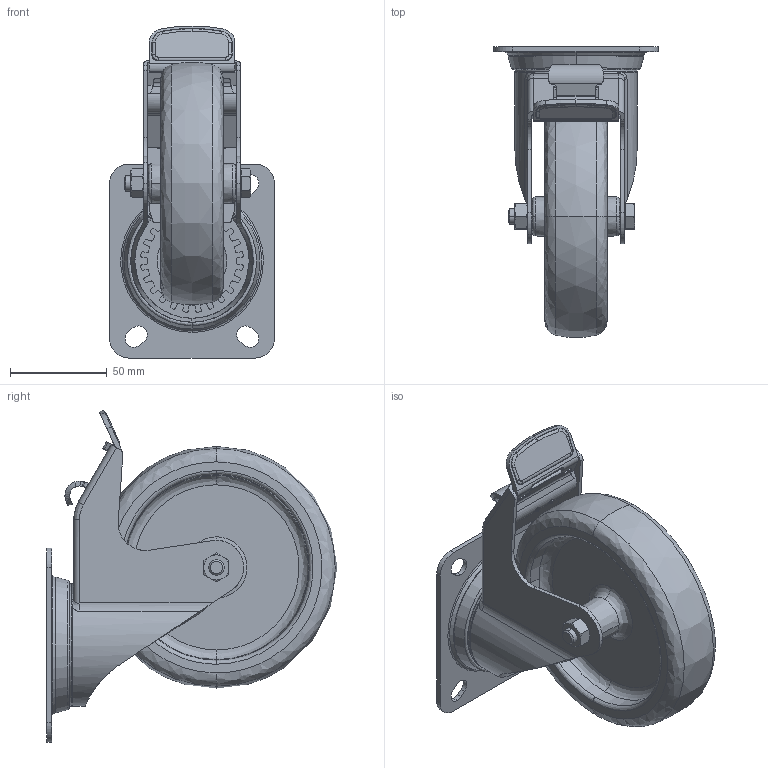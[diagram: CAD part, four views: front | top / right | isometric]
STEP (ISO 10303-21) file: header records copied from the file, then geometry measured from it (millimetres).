
FILE_DESCRIPTION (( 'STEP AP214' ), '1' );
FILE_NAME ('ERGO00H1937-Roulette pivotante D125 à platine 90x66 à blocage120Kg.STEP', '2023-03-17T13:15:46', ( '' ), ( '' ), 'SwSTEP 2.0', 'SolidWorks 2021', '' );
FILE_SCHEMA (( 'AUTOMOTIVE_DESIGN' ));
Length unit declared in the file: millimetre
Products named in the file (6): Copie de TPA_G15_2_TPA_127_12G_580993^ERGO00H1937-Roulette pivotante D125 à platine 90x66 à blocage120Kg; Copie de TPA-G_G15_TPA_127_12G^Copie de TPA_G15_2_TPA_127_12G_580993_ERGO00H1937-Roulette pivotante D125 à platine 90x66 à blocage120Kg; Copie de GH-LE_G15_GH-LE_125-FI_661066^ERGO00H1937-Roulette pivotante D125 à platine 90x66 à blocage120Kg; ERGO00H1937-Roulette pivotante D125 à platine 90x66 à blocage120Kg; Copie de GH-LE_125-FI_G15^Copie de GH-LE_G15_GH-LE_125-FI_661066_ERGO00H1937-Roulette pivotante D125 à platine 90x66 à blocage120Kg; Copie de AM_LE_08x46x2_R^ERGO00H1937-Roulette pivotante D125 à platine 90x66 à blocage120Kg
Assembly tree (5 placements, depth 3):
  ERGO00H1937-Roulette pivotante D125 à platine 90x66 à blocage120Kg
    Copie de AM_LE_08x46x2_R^ERGO00H1937-Roulette pivotante D125 à platine 90x66 à blocage120Kg
    Copie de TPA_G15_2_TPA_127_12G_580993^ERGO00H1937-Roulette pivotante D125 à platine 90x66 à blocage120Kg
      Copie de TPA-G_G15_TPA_127_12G^Copie de TPA_G15_2_TPA_127_12G_580993_ERGO00H1937-Roulette pivotante D125 à platine 90x66 à blocage120Kg
    Copie de GH-LE_G15_GH-LE_125-FI_661066^ERGO00H1937-Roulette pivotante D125 à platine 90x66 à blocage120Kg
      Copie de GH-LE_125-FI_G15^Copie de GH-LE_G15_GH-LE_125-FI_661066_ERGO00H1937-Roulette pivotante D125 à platine 90x66 à blocage120Kg
Bounding box: 85 x 149.86 x 171.16 mm (x, y, z)
Volume: 311156.4 mm3; surface area: 103326.1 mm2
Topology: 3 solids, 3 shells, 1752 faces, 4800 edges, 3144 vertices
Faces by surface type: plane 726, bspline 637, cylinder 337, cone 52
Entity records: 104253 total; most frequent: CARTESIAN_POINT 46451, ORIENTED_EDGE 9590, DIRECTION 5212, EDGE_CURVE 4795, VERTEX_POINT 3144, VECTOR 2334, LINE 2334, B_SPLINE_CURVE_WITH_KNOTS 2087
